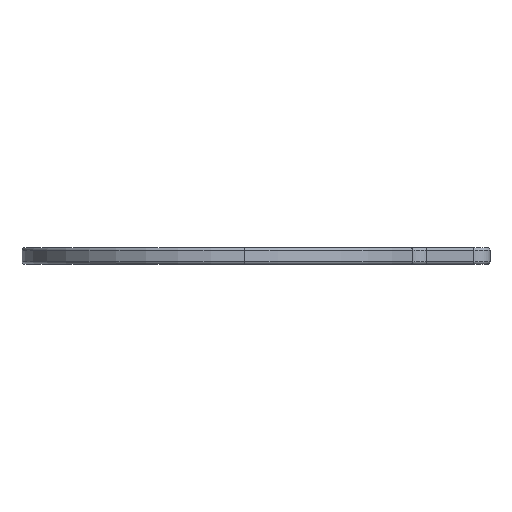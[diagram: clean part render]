
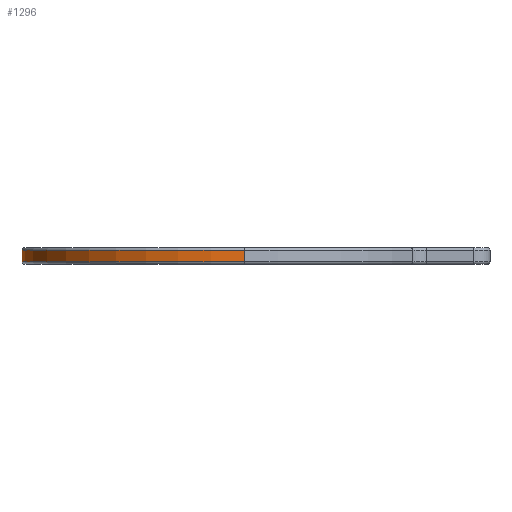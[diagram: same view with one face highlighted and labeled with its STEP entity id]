
A CAD part, left-side view. The second image highlights one B-rep face of the part: STEP entity #1296.
In plain terms, the highlighted cylindrical face has radius 19.199 mm (diameter 38.399 mm), a partial arc.
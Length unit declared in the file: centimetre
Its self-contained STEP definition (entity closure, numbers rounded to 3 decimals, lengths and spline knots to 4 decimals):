
#208 = EDGE_CURVE ( 'NONE', #1008, #493, #503, .T. ) ;
#286 = CIRCLE ( 'NONE', #533, 1.9199 ) ;
#329 = DIRECTION ( 'NONE',  ( -1., 0., 0. ) ) ;
#365 = VERTEX_POINT ( 'NONE', #550 ) ;
#475 = CARTESIAN_POINT ( 'NONE',  ( 0., 0.2391, 0.054 ) ) ;
#493 = VERTEX_POINT ( 'NONE', #1635 ) ;
#503 = LINE ( 'NONE', #1121, #786 ) ;
#533 = AXIS2_PLACEMENT_3D ( 'NONE', #475, #1695, #329 ) ;
#550 = CARTESIAN_POINT ( 'NONE',  ( -1.905, 0., -0.054 ) ) ;
#560 = CYLINDRICAL_SURFACE ( 'NONE', #1115, 1.9199 ) ;
#571 = ORIENTED_EDGE ( 'NONE', *, *, #1520, .T. ) ;
#581 = DIRECTION ( 'NONE',  ( 0., 0., -1. ) ) ;
#593 = ORIENTED_EDGE ( 'NONE', *, *, #1373, .F. ) ;
#695 = CIRCLE ( 'NONE', #1652, 1.9199 ) ;
#724 = DIRECTION ( 'NONE',  ( 0., 0., -1. ) ) ;
#786 = VECTOR ( 'NONE', #1100, 100. ) ;
#826 = EDGE_LOOP ( 'NONE', ( #571, #1202, #1469, #593 ) ) ;
#951 = VERTEX_POINT ( 'NONE', #1807 ) ;
#970 = CARTESIAN_POINT ( 'NONE',  ( 0., 0.2391, -0.054 ) ) ;
#1008 = VERTEX_POINT ( 'NONE', #1513 ) ;
#1100 = DIRECTION ( 'NONE',  ( 0., 0., -1. ) ) ;
#1115 = AXIS2_PLACEMENT_3D ( 'NONE', #1176, #724, #1918 ) ;
#1121 = CARTESIAN_POINT ( 'NONE',  ( 0., 2.159, 0.0794 ) ) ;
#1176 = CARTESIAN_POINT ( 'NONE',  ( 0., 0.2391, 0.0794 ) ) ;
#1202 = ORIENTED_EDGE ( 'NONE', *, *, #208, .T. ) ;
#1209 = CARTESIAN_POINT ( 'NONE',  ( -1.905, 0., 0.0794 ) ) ;
#1296 = ADVANCED_FACE ( 'NONE', ( #1789 ), #560, .T. ) ;
#1345 = LINE ( 'NONE', #1209, #1685 ) ;
#1373 = EDGE_CURVE ( 'NONE', #951, #365, #1345, .T. ) ;
#1432 = DIRECTION ( 'NONE',  ( 0., 0., 1. ) ) ;
#1469 = ORIENTED_EDGE ( 'NONE', *, *, #1567, .T. ) ;
#1513 = CARTESIAN_POINT ( 'NONE',  ( 0., 2.159, 0.054 ) ) ;
#1520 = EDGE_CURVE ( 'NONE', #951, #1008, #286, .T. ) ;
#1567 = EDGE_CURVE ( 'NONE', #493, #365, #695, .T. ) ;
#1575 = DIRECTION ( 'NONE',  ( -1., 0., 0. ) ) ;
#1635 = CARTESIAN_POINT ( 'NONE',  ( 0., 2.159, -0.054 ) ) ;
#1652 = AXIS2_PLACEMENT_3D ( 'NONE', #970, #1432, #1575 ) ;
#1685 = VECTOR ( 'NONE', #581, 100. ) ;
#1695 = DIRECTION ( 'NONE',  ( 0., 0., -1. ) ) ;
#1789 = FACE_OUTER_BOUND ( 'NONE', #826, .T. ) ;
#1807 = CARTESIAN_POINT ( 'NONE',  ( -1.905, 0., 0.054 ) ) ;
#1918 = DIRECTION ( 'NONE',  ( 0., 1., 0. ) ) ;
